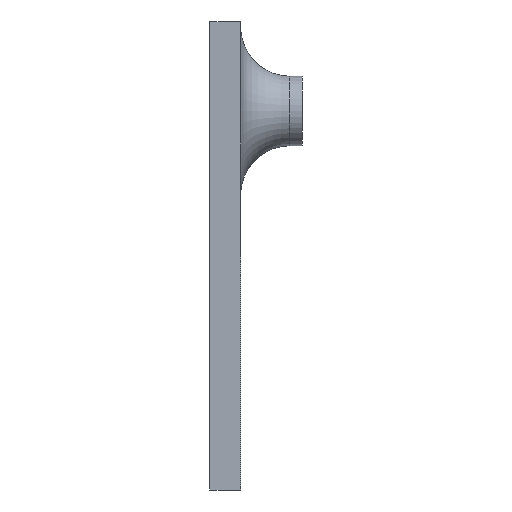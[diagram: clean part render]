
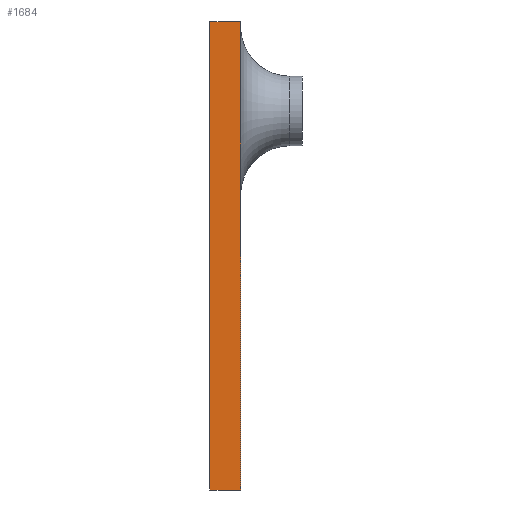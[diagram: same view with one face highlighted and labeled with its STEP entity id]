
A CAD part, front view. The second image highlights one B-rep face of the part: STEP entity #1684.
In plain terms, the highlighted planar face has unit normal (0, -1, 0).
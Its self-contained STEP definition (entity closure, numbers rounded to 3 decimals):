
#94=PLANE('',#1882);
#307=FACE_OUTER_BOUND('',#419,.T.);
#419=EDGE_LOOP('',(#1589,#1590,#1591,#1592));
#430=LINE('',#2449,#567);
#505=LINE('',#2690,#642);
#546=LINE('',#2813,#683);
#557=LINE('',#2839,#694);
#567=VECTOR('',#1961,10.);
#642=VECTOR('',#2184,10.);
#683=VECTOR('',#2333,10.);
#694=VECTOR('',#2374,10.);
#788=VERTEX_POINT('',#2446);
#789=VERTEX_POINT('',#2448);
#880=VERTEX_POINT('',#2687);
#881=VERTEX_POINT('',#2689);
#943=EDGE_CURVE('',#788,#789,#430,.T.);
#1062=EDGE_CURVE('',#881,#880,#505,.T.);
#1127=EDGE_CURVE('',#881,#788,#546,.T.);
#1138=EDGE_CURVE('',#880,#789,#557,.T.);
#1589=ORIENTED_EDGE('',*,*,#1062,.T.);
#1590=ORIENTED_EDGE('',*,*,#1138,.T.);
#1591=ORIENTED_EDGE('',*,*,#943,.F.);
#1592=ORIENTED_EDGE('',*,*,#1127,.F.);
#1684=ADVANCED_FACE('',(#307),#94,.T.);
#1882=AXIS2_PLACEMENT_3D('',#2840,#2375,#2376);
#1961=DIRECTION('',(0.,0.,-1.));
#2184=DIRECTION('',(0.,0.,-1.));
#2333=DIRECTION('',(1.,0.,0.));
#2374=DIRECTION('',(1.,0.,0.));
#2375=DIRECTION('center_axis',(0.,-1.,0.));
#2376=DIRECTION('ref_axis',(0.,0.,-1.));
#2446=CARTESIAN_POINT('',(5.,0.,0.));
#2448=CARTESIAN_POINT('',(5.,0.,-76.));
#2449=CARTESIAN_POINT('',(5.,0.,0.));
#2687=CARTESIAN_POINT('',(0.,0.,-76.));
#2689=CARTESIAN_POINT('',(0.,0.,0.));
#2690=CARTESIAN_POINT('',(0.,0.,0.));
#2813=CARTESIAN_POINT('',(0.,0.,0.));
#2839=CARTESIAN_POINT('',(0.,0.,-76.));
#2840=CARTESIAN_POINT('Origin',(0.,0.,0.));
